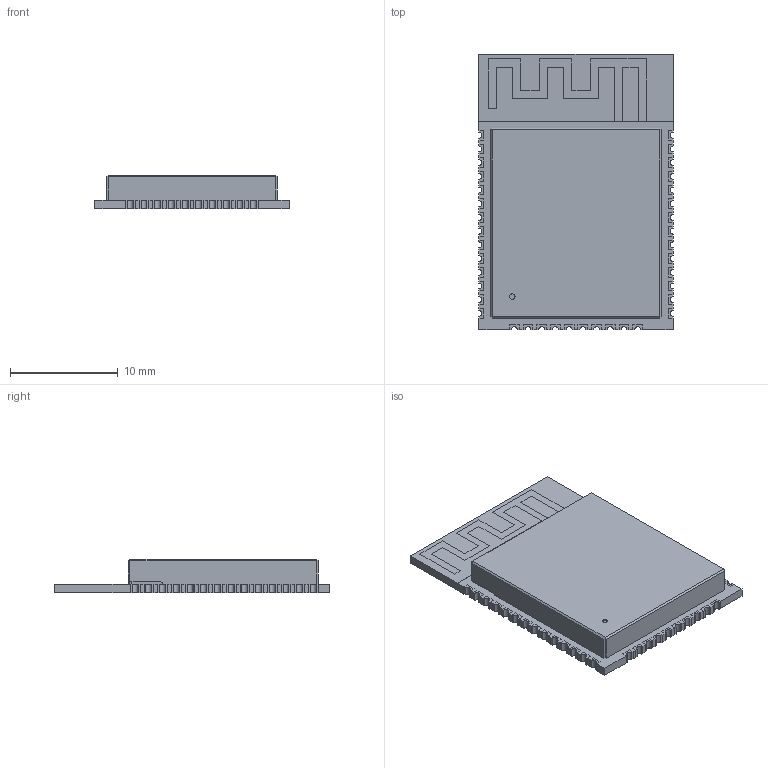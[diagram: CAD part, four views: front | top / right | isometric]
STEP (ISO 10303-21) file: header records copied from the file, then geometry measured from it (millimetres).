
FILE_DESCRIPTION (( 'STEP AP214' ), '1' );
FILE_NAME ('ESP32-WROOM-32E.STEP', '2022-05-16T12:57:35', ( '' ), ( '' ), 'SwSTEP 2.0', 'SolidWorks 2018', '' );
FILE_SCHEMA (( 'AUTOMOTIVE_DESIGN' ));
Length unit declared in the file: millimetre
Products named in the file (1): ESP32-WROOM-32E
Bounding box: 18 x 25.5 x 3.1 mm (x, y, z)
Volume: 425.9 mm3; surface area: 2115.6 mm2
Topology: 50 solids, 50 shells, 838 faces, 2172 edges, 1444 vertices
Faces by surface type: plane 783, cylinder 55
Entity records: 31736 total; most frequent: CARTESIAN_POINT 4455, ORIENTED_EDGE 4344, DIRECTION 3960, EDGE_CURVE 2172, VECTOR 2062, LINE 2062, VERTEX_POINT 1444, AXIS2_PLACEMENT_3D 949
